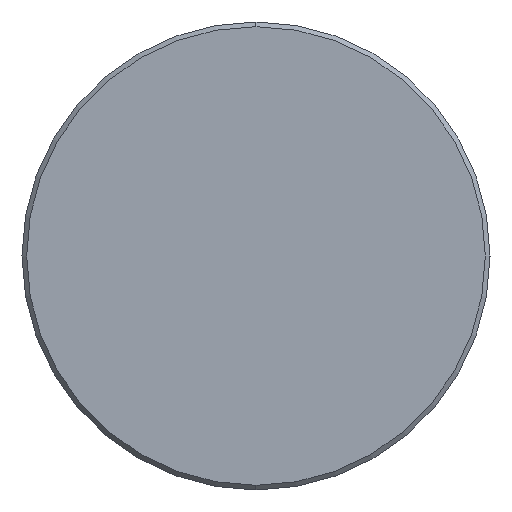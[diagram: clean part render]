
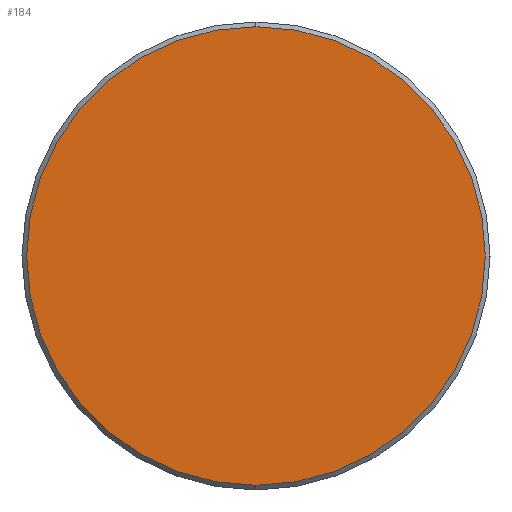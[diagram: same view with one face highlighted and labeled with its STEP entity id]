
A CAD part, left-side view. The second image highlights one B-rep face of the part: STEP entity #184.
In plain terms, the highlighted planar face has unit normal (-1, 0, 0).
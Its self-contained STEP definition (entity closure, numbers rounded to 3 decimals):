
#3 = ORIENTED_EDGE ( 'NONE', *, *, #319, .T. ) ;
#30 = CARTESIAN_POINT ( 'NONE',  ( -165.4, 0., 0. ) ) ;
#35 = AXIS2_PLACEMENT_3D ( 'NONE', #297, #290, #231 ) ;
#58 = PLANE ( 'NONE',  #35 ) ;
#64 = DIRECTION ( 'NONE',  ( -1., 0., 0. ) ) ;
#85 = CARTESIAN_POINT ( 'NONE',  ( -165.4, 0., 0. ) ) ;
#99 = AXIS2_PLACEMENT_3D ( 'NONE', #85, #190, #149 ) ;
#102 = CIRCLE ( 'NONE', #405, 14.7 ) ;
#139 = VERTEX_POINT ( 'NONE', #181 ) ;
#149 = DIRECTION ( 'NONE',  ( 0., 0., -1. ) ) ;
#173 = FACE_OUTER_BOUND ( 'NONE', #407, .T. ) ;
#181 = CARTESIAN_POINT ( 'NONE',  ( -165.4, 0., -14.7 ) ) ;
#184 = ADVANCED_FACE ( 'NONE', ( #173 ), #58, .F. ) ;
#190 = DIRECTION ( 'NONE',  ( -1., 0., 0. ) ) ;
#207 = EDGE_CURVE ( 'NONE', #356, #139, #375, .T. ) ;
#231 = DIRECTION ( 'NONE',  ( 0., 0., -1. ) ) ;
#290 = DIRECTION ( 'NONE',  ( 1., 0., 0. ) ) ;
#297 = CARTESIAN_POINT ( 'NONE',  ( -165.4, -14.876, 14.876 ) ) ;
#319 = EDGE_CURVE ( 'NONE', #139, #356, #102, .T. ) ;
#324 = ORIENTED_EDGE ( 'NONE', *, *, #207, .T. ) ;
#356 = VERTEX_POINT ( 'NONE', #398 ) ;
#375 = CIRCLE ( 'NONE', #99, 14.7 ) ;
#398 = CARTESIAN_POINT ( 'NONE',  ( -165.4, 0., 14.7 ) ) ;
#405 = AXIS2_PLACEMENT_3D ( 'NONE', #30, #64, #428 ) ;
#407 = EDGE_LOOP ( 'NONE', ( #3, #324 ) ) ;
#428 = DIRECTION ( 'NONE',  ( 0., 0., -1. ) ) ;
